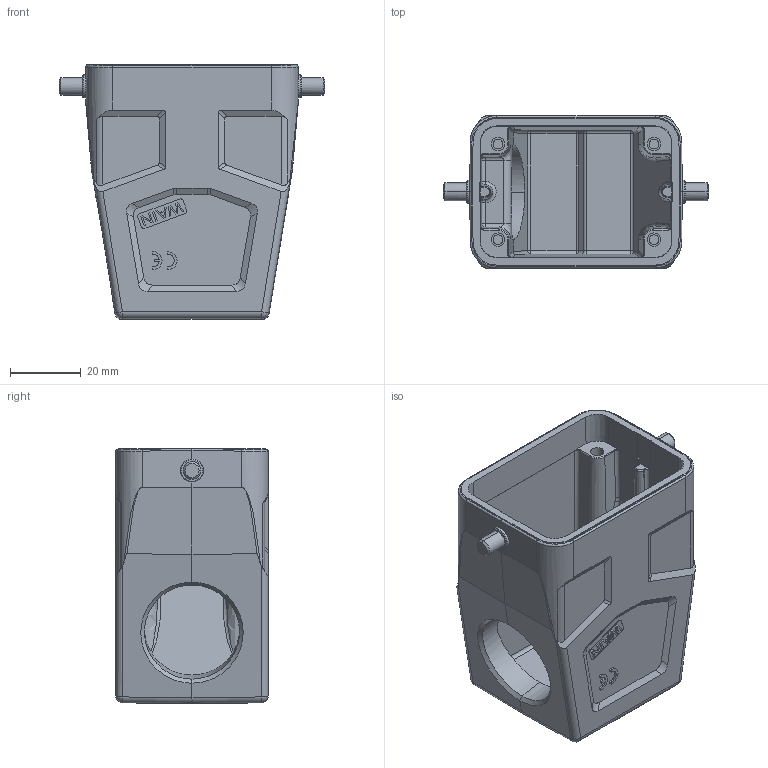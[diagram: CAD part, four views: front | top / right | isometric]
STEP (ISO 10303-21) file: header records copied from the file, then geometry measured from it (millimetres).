
FILE_DESCRIPTION((''),'2;1');
FILE_NAME('3D_1112065105003_EMC_W6B-SEH-2B','2024-01-20T',('p.yu'),(''),'PRO/ENGINEER BY PARAMETRIC TECHNOLOGY CORPORATION, 2012480','PRO/ENGINEER BY PARAMETRIC TECHNOLOGY CORPORATION, 2012480','');
FILE_SCHEMA(('CONFIG_CONTROL_DESIGN'));
Length unit declared in the file: millimetre
Products named in the file (1): 3D_1112065105003_EMC_W6B-SEH-2B
Bounding box: 75 x 43 x 72 mm (x, y, z)
Volume: 55218.2 mm3; surface area: 27990 mm2
Topology: 1 solids, 1 shells, 449 faces, 1173 edges, 735 vertices
Faces by surface type: plane 203, cylinder 150, bspline 25, extrusion 20, cone 18, torus 17, sphere 16
Entity records: 16784 total; most frequent: CARTESIAN_POINT 6203, ORIENTED_EDGE 2314, DIRECTION 1988, EDGE_CURVE 1157, VERTEX_POINT 735, VECTOR 682, LINE 662, AXIS2_PLACEMENT_3D 653
